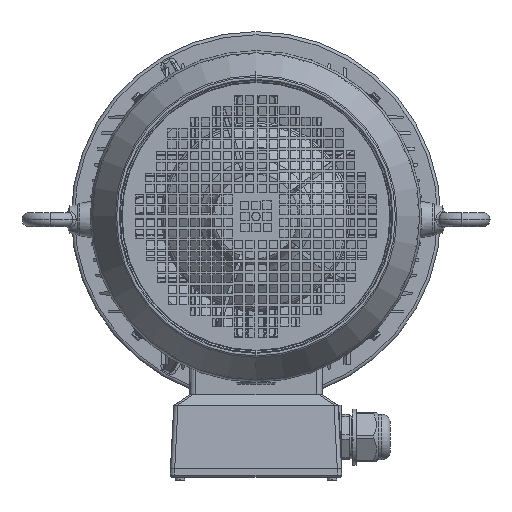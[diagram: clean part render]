
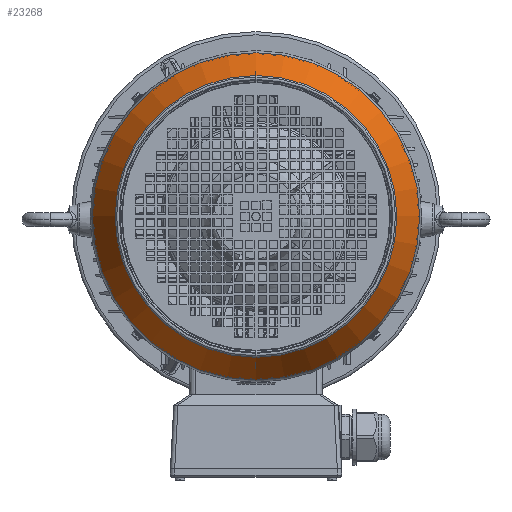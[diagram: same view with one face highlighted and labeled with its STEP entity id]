
A CAD part, left-side view. The second image highlights one B-rep face of the part: STEP entity #23268.
In plain terms, the highlighted conical face has half-angle 30 degrees and reference radius 144.197 mm.
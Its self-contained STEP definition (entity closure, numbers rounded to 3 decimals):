
#12526=CONICAL_SURFACE('',#96510,144.197,30.);
#16184=CIRCLE('',#96503,154.99);
#16187=CIRCLE('',#96508,133.405);
#16188=CIRCLE('',#96509,133.405);
#23268=ADVANCED_FACE('',(#28088,#28089),#12526,.T.);
#28088=FACE_BOUND('',#32261,.T.);
#28089=FACE_BOUND('',#32262,.T.);
#32261=EDGE_LOOP('',(#63373));
#32262=EDGE_LOOP('',(#63374,#63375));
#63373=ORIENTED_EDGE('',*,*,#86596,.F.);
#63374=ORIENTED_EDGE('',*,*,#86599,.T.);
#63375=ORIENTED_EDGE('',*,*,#86600,.T.);
#76734=VERTEX_POINT('',#156795);
#76737=VERTEX_POINT('',#156803);
#76738=VERTEX_POINT('',#156804);
#86596=EDGE_CURVE('',#76734,#76734,#16184,.T.);
#86599=EDGE_CURVE('',#76737,#76738,#16187,.T.);
#86600=EDGE_CURVE('',#76738,#76737,#16188,.T.);
#96503=AXIS2_PLACEMENT_3D('',#156794,#111310,#111311);
#96508=AXIS2_PLACEMENT_3D('',#156802,#111320,#111321);
#96509=AXIS2_PLACEMENT_3D('',#156805,#111322,#111323);
#96510=AXIS2_PLACEMENT_3D('',#156806,#111324,#111325);
#111310=DIRECTION('',(1.,0.,0.));
#111311=DIRECTION('',(0.,0.,-1.));
#111320=DIRECTION('',(1.,0.,0.));
#111321=DIRECTION('',(0.,0.,-1.));
#111322=DIRECTION('',(1.,0.,0.));
#111323=DIRECTION('',(0.,0.,-1.));
#111324=DIRECTION('',(1.,0.,0.));
#111325=DIRECTION('',(0.,0.,1.));
#156794=CARTESIAN_POINT('',(-111.046,166.457,-166.457));
#156795=CARTESIAN_POINT('',(-111.046,166.457,-321.448));
#156802=CARTESIAN_POINT('',(-148.433,166.457,-166.457));
#156803=CARTESIAN_POINT('',(-148.433,166.457,-299.862));
#156804=CARTESIAN_POINT('',(-148.433,166.457,-33.053));
#156805=CARTESIAN_POINT('',(-148.433,166.457,-166.457));
#156806=CARTESIAN_POINT('',(-129.739,166.457,-166.457));
